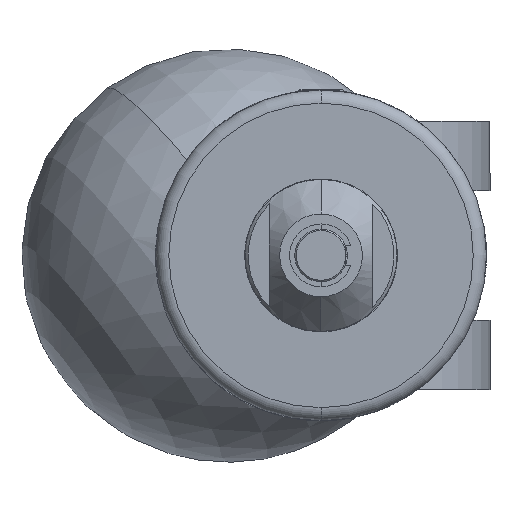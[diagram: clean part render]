
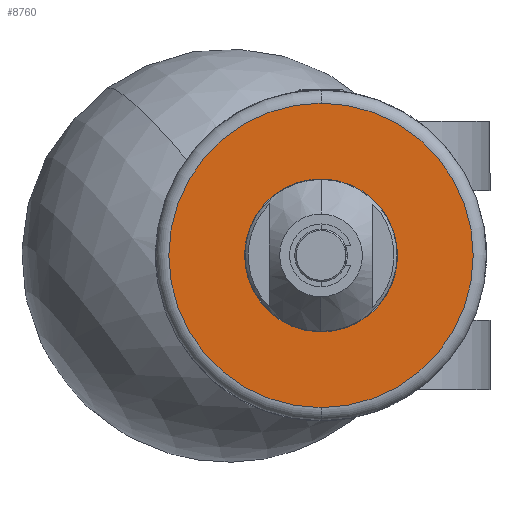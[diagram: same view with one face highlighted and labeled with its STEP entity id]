
A CAD part, left-side view. The second image highlights one B-rep face of the part: STEP entity #8760.
In plain terms, the highlighted planar face has unit normal (-1, 0, 0).
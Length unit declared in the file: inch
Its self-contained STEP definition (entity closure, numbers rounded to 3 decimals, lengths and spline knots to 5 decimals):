
#1041 = FACE_OUTER_BOUND ( 'NONE', #8150, .T. ) ;
#1640 = DIRECTION ( 'NONE',  ( -1., 0., 0. ) ) ;
#1829 = CIRCLE ( 'NONE', #7600, 0.46 ) ;
#1840 = PLANE ( 'NONE',  #5898 ) ;
#2174 = DIRECTION ( 'NONE',  ( 0., 0., 1. ) ) ;
#2560 = CARTESIAN_POINT ( 'NONE',  ( -0.0265, 0., 0. ) ) ;
#2743 = DIRECTION ( 'NONE',  ( -1., 0., 0. ) ) ;
#2775 = VERTEX_POINT ( 'NONE', #4120 ) ;
#3463 = DIRECTION ( 'NONE',  ( -1., 0., 0. ) ) ;
#3772 = CARTESIAN_POINT ( 'NONE',  ( -0.0265, 0., -0.114 ) ) ;
#3837 = EDGE_CURVE ( 'NONE', #2775, #11134, #9015, .T. ) ;
#4120 = CARTESIAN_POINT ( 'NONE',  ( -0.0265, 0., -0.46 ) ) ;
#5002 = DIRECTION ( 'NONE',  ( 0., 0., -1. ) ) ;
#5700 = CIRCLE ( 'NONE', #6533, 0.114 ) ;
#5898 = AXIS2_PLACEMENT_3D ( 'NONE', #9692, #10678, #5002 ) ;
#5991 = ORIENTED_EDGE ( 'NONE', *, *, #3837, .T. ) ;
#6040 = DIRECTION ( 'NONE',  ( -1., 0., 0. ) ) ;
#6533 = AXIS2_PLACEMENT_3D ( 'NONE', #11255, #6040, #2174 ) ;
#6620 = CARTESIAN_POINT ( 'NONE',  ( -0.0265, 0., 0. ) ) ;
#6745 = DIRECTION ( 'NONE',  ( 0., 0., -1. ) ) ;
#6873 = VERTEX_POINT ( 'NONE', #3772 ) ;
#7300 = ORIENTED_EDGE ( 'NONE', *, *, #7454, .F. ) ;
#7454 = EDGE_CURVE ( 'NONE', #10471, #6873, #7919, .T. ) ;
#7600 = AXIS2_PLACEMENT_3D ( 'NONE', #2560, #1640, #9544 ) ;
#7612 = ORIENTED_EDGE ( 'NONE', *, *, #9641, .T. ) ;
#7814 = CARTESIAN_POINT ( 'NONE',  ( -0.0265, 0., 0.46 ) ) ;
#7919 = CIRCLE ( 'NONE', #8971, 0.114 ) ;
#8073 = ORIENTED_EDGE ( 'NONE', *, *, #10861, .F. ) ;
#8150 = EDGE_LOOP ( 'NONE', ( #5991, #7612 ) ) ;
#8760 = ADVANCED_FACE ( 'NONE', ( #12401, #1041 ), #1840, .F. ) ;
#8971 = AXIS2_PLACEMENT_3D ( 'NONE', #6620, #3463, #10548 ) ;
#9015 = CIRCLE ( 'NONE', #11708, 0.46 ) ;
#9544 = DIRECTION ( 'NONE',  ( 0., 0., -1. ) ) ;
#9641 = EDGE_CURVE ( 'NONE', #11134, #2775, #1829, .T. ) ;
#9692 = CARTESIAN_POINT ( 'NONE',  ( -0.0265, 0.5, 0. ) ) ;
#9896 = CARTESIAN_POINT ( 'NONE',  ( -0.0265, 0., 0.114 ) ) ;
#10471 = VERTEX_POINT ( 'NONE', #9896 ) ;
#10548 = DIRECTION ( 'NONE',  ( 0., 0., 1. ) ) ;
#10678 = DIRECTION ( 'NONE',  ( 1., 0., 0. ) ) ;
#10861 = EDGE_CURVE ( 'NONE', #6873, #10471, #5700, .T. ) ;
#11134 = VERTEX_POINT ( 'NONE', #7814 ) ;
#11255 = CARTESIAN_POINT ( 'NONE',  ( -0.0265, 0., 0. ) ) ;
#11677 = EDGE_LOOP ( 'NONE', ( #7300, #8073 ) ) ;
#11704 = CARTESIAN_POINT ( 'NONE',  ( -0.0265, 0., 0. ) ) ;
#11708 = AXIS2_PLACEMENT_3D ( 'NONE', #11704, #2743, #6745 ) ;
#12401 = FACE_BOUND ( 'NONE', #11677, .T. ) ;
